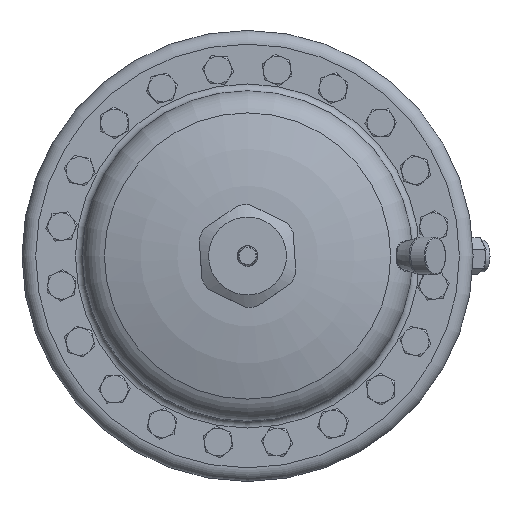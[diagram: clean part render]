
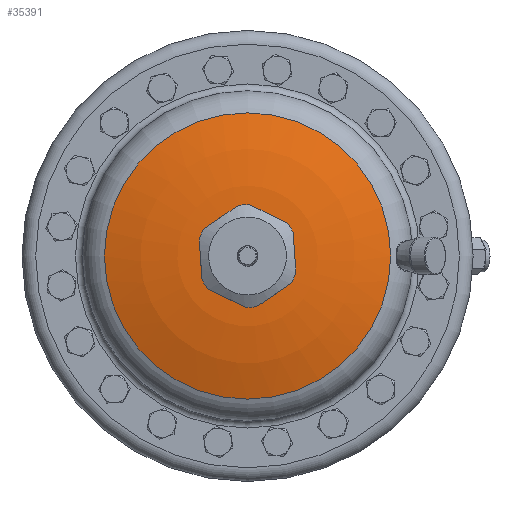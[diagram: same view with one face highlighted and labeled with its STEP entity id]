
A CAD part, front view. The second image highlights one B-rep face of the part: STEP entity #35391.
In plain terms, the highlighted toroidal (fillet/blend) face has major radius 19.3 mm and minor radius 200 mm.
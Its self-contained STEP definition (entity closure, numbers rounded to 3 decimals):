
#249 = EDGE_CURVE ( 'NONE', #27586, #27586, #48324, .T. ) ;
#6097 = DIRECTION ( 'NONE',  ( 0., 0., 1. ) ) ;
#6399 = EDGE_LOOP ( 'NONE', ( #10041 ) ) ;
#6750 = DIRECTION ( 'NONE',  ( 0., 1., 0. ) ) ;
#6989 = DIRECTION ( 'NONE',  ( 0., 0., 1. ) ) ;
#7196 = CIRCLE ( 'NONE', #31927, 19.25 ) ;
#8424 = FACE_OUTER_BOUND ( 'NONE', #6399, .T. ) ;
#10041 = ORIENTED_EDGE ( 'NONE', *, *, #19884, .F. ) ;
#11546 = CARTESIAN_POINT ( 'NONE',  ( 0., -419.179, 83.609 ) ) ;
#13258 = FACE_OUTER_BOUND ( 'NONE', #42179, .T. ) ;
#13337 = DIRECTION ( 'NONE',  ( 0., -1., 0. ) ) ;
#19884 = EDGE_CURVE ( 'NONE', #24495, #24495, #7196, .T. ) ;
#21918 = TOROIDAL_SURFACE ( 'NONE', #27906, 19.3, 200. ) ;
#24495 = VERTEX_POINT ( 'NONE', #40530 ) ;
#26045 = ORIENTED_EDGE ( 'NONE', *, *, #249, .F. ) ;
#27322 = CARTESIAN_POINT ( 'NONE',  ( 0., -419.179, 0. ) ) ;
#27586 = VERTEX_POINT ( 'NONE', #11546 ) ;
#27906 = AXIS2_PLACEMENT_3D ( 'NONE', #37264, #52709, #36997 ) ;
#31927 = AXIS2_PLACEMENT_3D ( 'NONE', #34930, #13337, #6097 ) ;
#34930 = CARTESIAN_POINT ( 'NONE',  ( 0., -429.8, 0. ) ) ;
#35391 = ADVANCED_FACE ( 'NONE', ( #8424, #13258 ), #21918, .T. ) ;
#36997 = DIRECTION ( 'NONE',  ( 0., 0., 1. ) ) ;
#37264 = CARTESIAN_POINT ( 'NONE',  ( 0., -229.8, 0. ) ) ;
#38149 = AXIS2_PLACEMENT_3D ( 'NONE', #27322, #6750, #6989 ) ;
#40530 = CARTESIAN_POINT ( 'NONE',  ( 0., -429.8, 19.25 ) ) ;
#42179 = EDGE_LOOP ( 'NONE', ( #26045 ) ) ;
#48324 = CIRCLE ( 'NONE', #38149, 83.609 ) ;
#52709 = DIRECTION ( 'NONE',  ( 0., 1., 0. ) ) ;
